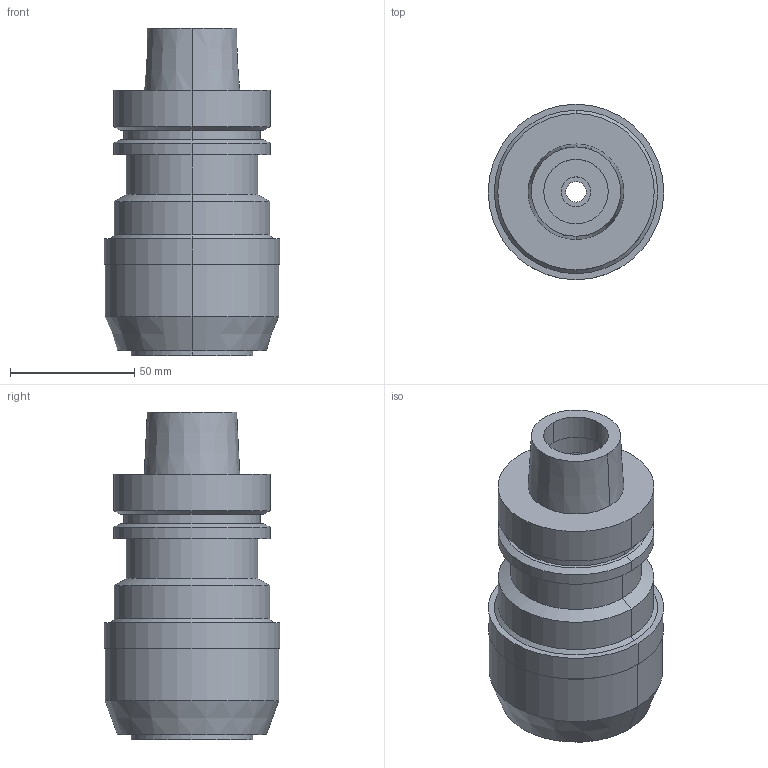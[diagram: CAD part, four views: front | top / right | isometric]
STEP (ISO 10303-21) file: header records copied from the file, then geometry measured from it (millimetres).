
FILE_DESCRIPTION((''),'2;1');
FILE_NAME('HSK-F63-MEGA32DS-105A','2018-02-23T',('ykawabe'),(''),'CREO PARAMETRIC BY PTC INC, 2016380','CREO PARAMETRIC BY PTC INC, 2016380','');
FILE_SCHEMA(('AUTOMOTIVE_DESIGN { 1 0 10303 214 1 1 1 1 }'));
Length unit declared in the file: millimetre
Products named in the file (1): HSK-F63-MEGA32DS-105A
Bounding box: 70.7 x 70.7 x 132 mm (x, y, z)
Volume: 276354.8 mm3; surface area: 45306.5 mm2
Topology: 1 solids, 1 shells, 58 faces, 116 edges, 70 vertices
Faces by surface type: cylinder 30, cone 14, plane 12, torus 2
Entity records: 2005 total; most frequent: DIRECTION 314, CARTESIAN_POINT 251, ORIENTED_EDGE 232, AXIS2_PLACEMENT_3D 135, PRESENTATION_STYLE_ASSIGNMENT 121, STYLED_ITEM 121, CURVE_STYLE 120, EDGE_CURVE 116
